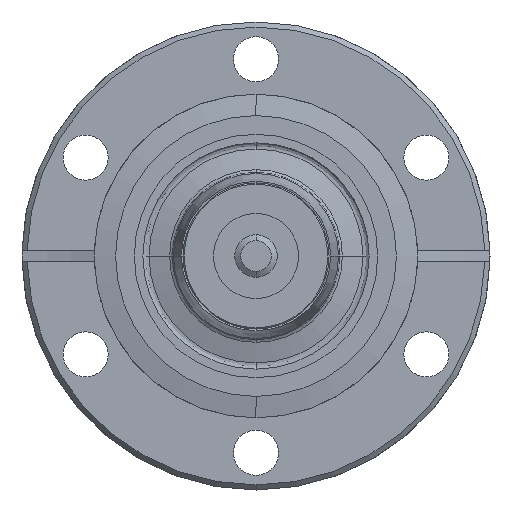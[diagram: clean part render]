
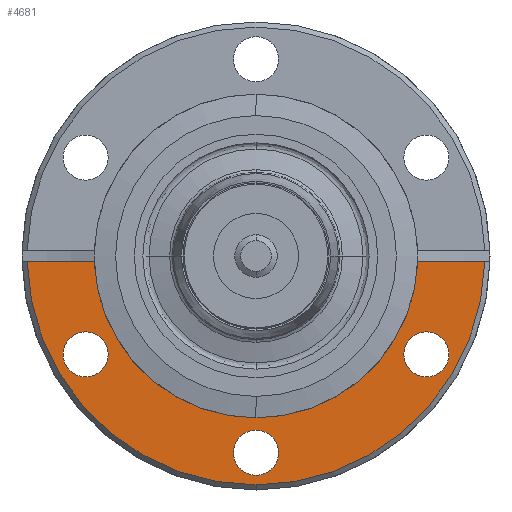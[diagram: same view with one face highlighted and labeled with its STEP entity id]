
A CAD part, front view. The second image highlights one B-rep face of the part: STEP entity #4681.
In plain terms, the highlighted planar face has unit normal (0, -1, 0).
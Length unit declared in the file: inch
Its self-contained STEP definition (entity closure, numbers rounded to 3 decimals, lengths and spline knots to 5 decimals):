
#534 = VERTEX_POINT ( 'NONE', #2668 ) ;
#535 = VERTEX_POINT ( 'NONE', #2669 ) ;
#550 = VERTEX_POINT ( 'NONE', #2684 ) ;
#551 = VERTEX_POINT ( 'NONE', #2685 ) ;
#554 = VERTEX_POINT ( 'NONE', #2688 ) ;
#555 = VERTEX_POINT ( 'NONE', #2689 ) ;
#569 = VERTEX_POINT ( 'NONE', #2619 ) ;
#571 = VERTEX_POINT ( 'NONE', #2621 ) ;
#573 = VERTEX_POINT ( 'NONE', #2623 ) ;
#574 = VERTEX_POINT ( 'NONE', #2624 ) ;
#575 = VERTEX_POINT ( 'NONE', #2625 ) ;
#580 = VERTEX_POINT ( 'NONE', #2630 ) ;
#1451 = FACE_BOUND ( 'NONE', #4167, .T. ) ;
#1455 = FACE_BOUND ( 'NONE', #4190, .T. ) ;
#1458 = FACE_OUTER_BOUND ( 'NONE', #4182, .T. ) ;
#1459 = FACE_BOUND ( 'NONE', #4168, .T. ) ;
#1533 = CIRCLE ( 'NONE', #3418, 0.1325 ) ;
#1612 = DIRECTION ( 'NONE',  ( 0., 0., 1. ) ) ;
#1625 = CARTESIAN_POINT ( 'NONE',  ( 0., 0., 0. ) ) ;
#1626 = DIRECTION ( 'NONE',  ( 0., -1., 0. ) ) ;
#1627 = DIRECTION ( 'NONE',  ( 0., 0., 1. ) ) ;
#1637 = CARTESIAN_POINT ( 'NONE',  ( 0., 0., 0. ) ) ;
#1638 = DIRECTION ( 'NONE',  ( 0., -1., 0. ) ) ;
#1639 = DIRECTION ( 'NONE',  ( 0., 0., 1. ) ) ;
#1642 = CARTESIAN_POINT ( 'NONE',  ( 1.345, 0., -0.031 ) ) ;
#1643 = CARTESIAN_POINT ( 'NONE',  ( 1.00113, 0., -0.578 ) ) ;
#1644 = DIRECTION ( 'NONE',  ( 0., -1., 0. ) ) ;
#1645 = DIRECTION ( 'NONE',  ( -0.866, 0., 0.5 ) ) ;
#1646 = CARTESIAN_POINT ( 'NONE',  ( -1.00113, 0., -0.578 ) ) ;
#1647 = DIRECTION ( 'NONE',  ( 0., -1., 0. ) ) ;
#1648 = DIRECTION ( 'NONE',  ( 0.866, 0., 0.5 ) ) ;
#1649 = DIRECTION ( 'NONE',  ( -1., 0., 0. ) ) ;
#1650 = CARTESIAN_POINT ( 'NONE',  ( 0., 0., -1.156 ) ) ;
#1651 = DIRECTION ( 'NONE',  ( 0., -1., 0. ) ) ;
#1652 = DIRECTION ( 'NONE',  ( 0., 0., 1. ) ) ;
#1655 = CARTESIAN_POINT ( 'NONE',  ( 0., 0., 0. ) ) ;
#1656 = DIRECTION ( 'NONE',  ( 0., -1., 0. ) ) ;
#1657 = DIRECTION ( 'NONE',  ( 0., 0., 1. ) ) ;
#1658 = CARTESIAN_POINT ( 'NONE',  ( 1.345, 0., -0.031 ) ) ;
#1659 = DIRECTION ( 'NONE',  ( 1., 0., 0. ) ) ;
#1791 = EDGE_CURVE ( 'NONE', #571, #573, #6752, .T. ) ;
#1797 = EDGE_CURVE ( 'NONE', #575, #569, #6760, .T. ) ;
#1801 = EDGE_CURVE ( 'NONE', #574, #575, #6769, .T. ) ;
#1803 = EDGE_CURVE ( 'NONE', #535, #534, #6770, .T. ) ;
#1804 = EDGE_CURVE ( 'NONE', #551, #550, #6766, .T. ) ;
#1805 = EDGE_CURVE ( 'NONE', #555, #554, #6768, .T. ) ;
#1806 = EDGE_CURVE ( 'NONE', #580, #571, #6771, .T. ) ;
#1807 = EDGE_CURVE ( 'NONE', #580, #574, #6773, .T. ) ;
#1808 = EDGE_CURVE ( 'NONE', #573, #569, #6774, .T. ) ;
#1954 = CARTESIAN_POINT ( 'NONE',  ( 0., 0., 0. ) ) ;
#2006 = CARTESIAN_POINT ( 'NONE',  ( -1.00113, 0., -0.578 ) ) ;
#2007 = DIRECTION ( 'NONE',  ( 0., -1., 0. ) ) ;
#2008 = DIRECTION ( 'NONE',  ( 0.866, 0., 0.5 ) ) ;
#2016 = CARTESIAN_POINT ( 'NONE',  ( 0., 0., -1.156 ) ) ;
#2017 = DIRECTION ( 'NONE',  ( 0., -1., 0. ) ) ;
#2018 = DIRECTION ( 'NONE',  ( 0., 0., 1. ) ) ;
#2604 = DIRECTION ( 'NONE',  ( 0., -1., 0. ) ) ;
#2619 = CARTESIAN_POINT ( 'NONE',  ( 1.34464, 0., -0.031 ) ) ;
#2621 = CARTESIAN_POINT ( 'NONE',  ( 0., 0., -0.951 ) ) ;
#2623 = CARTESIAN_POINT ( 'NONE',  ( 0.95049, 0., -0.031 ) ) ;
#2624 = CARTESIAN_POINT ( 'NONE',  ( -1.34464, 0., -0.031 ) ) ;
#2625 = CARTESIAN_POINT ( 'NONE',  ( 0., 0., -1.345 ) ) ;
#2630 = CARTESIAN_POINT ( 'NONE',  ( -0.95049, 0., -0.031 ) ) ;
#2668 = CARTESIAN_POINT ( 'NONE',  ( 1.00113, 0., -0.7105 ) ) ;
#2669 = CARTESIAN_POINT ( 'NONE',  ( 1.00113, 0., -0.4455 ) ) ;
#2684 = CARTESIAN_POINT ( 'NONE',  ( -1.00113, 0., -0.7105 ) ) ;
#2685 = CARTESIAN_POINT ( 'NONE',  ( -1.00113, 0., -0.4455 ) ) ;
#2688 = CARTESIAN_POINT ( 'NONE',  ( 0., 0., -1.2885 ) ) ;
#2689 = CARTESIAN_POINT ( 'NONE',  ( 0., 0., -1.0235 ) ) ;
#2709 = AXIS2_PLACEMENT_3D ( 'NONE', #1954, #2604, #1612 ) ;
#2711 = AXIS2_PLACEMENT_3D ( 'NONE', #1625, #1626, #1627 ) ;
#2713 = AXIS2_PLACEMENT_3D ( 'NONE', #1637, #1638, #1639 ) ;
#2714 = AXIS2_PLACEMENT_3D ( 'NONE', #1643, #1644, #1645 ) ;
#2715 = AXIS2_PLACEMENT_3D ( 'NONE', #1646, #1647, #1648 ) ;
#2716 = AXIS2_PLACEMENT_3D ( 'NONE', #1650, #1651, #1652 ) ;
#2717 = AXIS2_PLACEMENT_3D ( 'NONE', #1655, #1656, #1657 ) ;
#3084 = CARTESIAN_POINT ( 'NONE',  ( 1.00113, 0., -0.578 ) ) ;
#3085 = DIRECTION ( 'NONE',  ( 0., -1., 0. ) ) ;
#3086 = DIRECTION ( 'NONE',  ( -0.866, 0., 0.5 ) ) ;
#3360 = AXIS2_PLACEMENT_3D ( 'NONE', #3841, #3838, #3844 ) ;
#3418 = AXIS2_PLACEMENT_3D ( 'NONE', #3084, #3085, #3086 ) ;
#3838 = DIRECTION ( 'NONE',  ( 0., -1., 0. ) ) ;
#3841 = CARTESIAN_POINT ( 'NONE',  ( 1.345, 0., 0. ) ) ;
#3843 = PLANE ( 'NONE',  #3360 ) ;
#3844 = DIRECTION ( 'NONE',  ( 0., 0., 1. ) ) ;
#4139 = EDGE_CURVE ( 'NONE', #550, #551, #4965, .T. ) ;
#4143 = EDGE_CURVE ( 'NONE', #554, #555, #4971, .T. ) ;
#4167 = EDGE_LOOP ( 'NONE', ( #4492, #4491 ) ) ;
#4168 = EDGE_LOOP ( 'NONE', ( #4490, #4489 ) ) ;
#4182 = EDGE_LOOP ( 'NONE', ( #4486, #4485, #4484, #4483, #4482, #4481 ) ) ;
#4190 = EDGE_LOOP ( 'NONE', ( #4488, #4487 ) ) ;
#4481 = ORIENTED_EDGE ( 'NONE', *, *, #1791, .F. ) ;
#4482 = ORIENTED_EDGE ( 'NONE', *, *, #1808, .F. ) ;
#4483 = ORIENTED_EDGE ( 'NONE', *, *, #1797, .T. ) ;
#4484 = ORIENTED_EDGE ( 'NONE', *, *, #1801, .T. ) ;
#4485 = ORIENTED_EDGE ( 'NONE', *, *, #1807, .T. ) ;
#4486 = ORIENTED_EDGE ( 'NONE', *, *, #1806, .F. ) ;
#4487 = ORIENTED_EDGE ( 'NONE', *, *, #4143, .F. ) ;
#4488 = ORIENTED_EDGE ( 'NONE', *, *, #1805, .F. ) ;
#4489 = ORIENTED_EDGE ( 'NONE', *, *, #4139, .F. ) ;
#4490 = ORIENTED_EDGE ( 'NONE', *, *, #1804, .F. ) ;
#4491 = ORIENTED_EDGE ( 'NONE', *, *, #6376, .F. ) ;
#4492 = ORIENTED_EDGE ( 'NONE', *, *, #1803, .F. ) ;
#4681 = ADVANCED_FACE ( 'NONE', ( #1451, #1459, #1455, #1458 ), #3843, .T. ) ;
#4965 = CIRCLE ( 'NONE', #5823, 0.1325 ) ;
#4971 = CIRCLE ( 'NONE', #5825, 0.1325 ) ;
#5823 = AXIS2_PLACEMENT_3D ( 'NONE', #2006, #2007, #2008 ) ;
#5825 = AXIS2_PLACEMENT_3D ( 'NONE', #2016, #2017, #2018 ) ;
#6376 = EDGE_CURVE ( 'NONE', #534, #535, #1533, .T. ) ;
#6752 = CIRCLE ( 'NONE', #2709, 0.951 ) ;
#6760 = CIRCLE ( 'NONE', #2711, 1.345 ) ;
#6766 = CIRCLE ( 'NONE', #2715, 0.1325 ) ;
#6768 = CIRCLE ( 'NONE', #2716, 0.1325 ) ;
#6769 = CIRCLE ( 'NONE', #2713, 1.345 ) ;
#6770 = CIRCLE ( 'NONE', #2714, 0.1325 ) ;
#6771 = CIRCLE ( 'NONE', #2717, 0.951 ) ;
#6773 = LINE ( 'NONE', #1642, #6775 ) ;
#6774 = LINE ( 'NONE', #1658, #6777 ) ;
#6775 = VECTOR ( 'NONE', #1649, 39.37008 ) ;
#6777 = VECTOR ( 'NONE', #1659, 39.37008 ) ;
